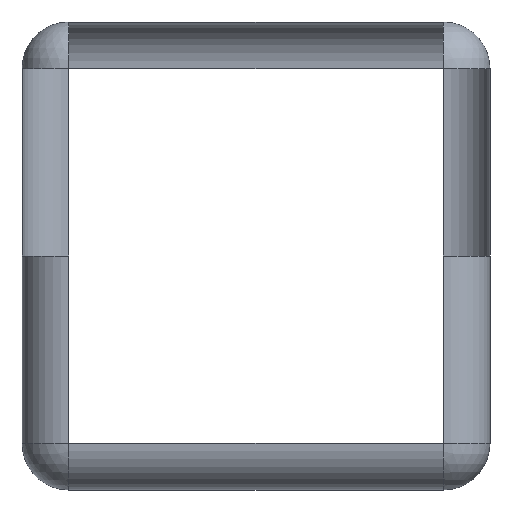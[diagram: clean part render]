
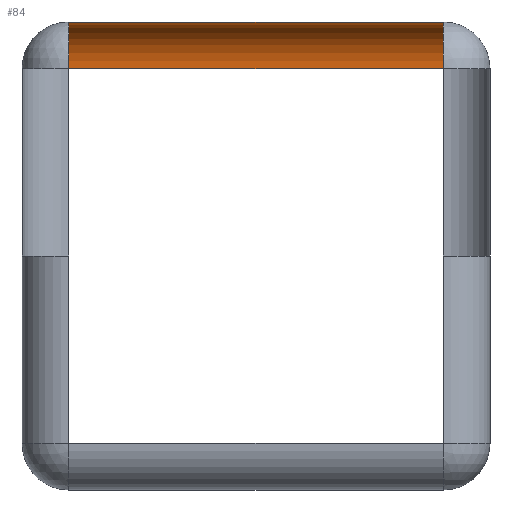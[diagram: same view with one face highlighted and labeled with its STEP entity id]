
A CAD part, front view. The second image highlights one B-rep face of the part: STEP entity #84.
In plain terms, the highlighted cylindrical face has radius 10 mm (diameter 20 mm), a partial arc.
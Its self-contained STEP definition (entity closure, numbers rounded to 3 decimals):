
#41 = VERTEX_POINT('',#42);
#42 = CARTESIAN_POINT('',(90.,100.,90.));
#64 = EDGE_CURVE('',#41,#65,#67,.T.);
#65 = VERTEX_POINT('',#66);
#66 = CARTESIAN_POINT('',(90.,90.,100.));
#67 = CIRCLE('',#68,10.);
#68 = AXIS2_PLACEMENT_3D('',#69,#70,#71);
#69 = CARTESIAN_POINT('',(90.,90.,90.));
#70 = DIRECTION('',(1.,0.,0.));
#71 = DIRECTION('',(0.,0.,1.));
#84 = ADVANCED_FACE('',(#85),#111,.T.);
#85 = FACE_BOUND('',#86,.T.);
#86 = EDGE_LOOP('',(#87,#98,#104,#105));
#87 = ORIENTED_EDGE('',*,*,#88,.T.);
#88 = EDGE_CURVE('',#89,#91,#93,.T.);
#89 = VERTEX_POINT('',#90);
#90 = CARTESIAN_POINT('',(10.,100.,90.));
#91 = VERTEX_POINT('',#92);
#92 = CARTESIAN_POINT('',(10.,90.,100.));
#93 = CIRCLE('',#94,10.);
#94 = AXIS2_PLACEMENT_3D('',#95,#96,#97);
#95 = CARTESIAN_POINT('',(10.,90.,90.));
#96 = DIRECTION('',(1.,0.,0.));
#97 = DIRECTION('',(0.,0.,1.));
#98 = ORIENTED_EDGE('',*,*,#99,.T.);
#99 = EDGE_CURVE('',#91,#65,#100,.T.);
#100 = LINE('',#101,#102);
#101 = CARTESIAN_POINT('',(0.,90.,100.));
#102 = VECTOR('',#103,1.);
#103 = DIRECTION('',(1.,0.,0.));
#104 = ORIENTED_EDGE('',*,*,#64,.F.);
#105 = ORIENTED_EDGE('',*,*,#106,.F.);
#106 = EDGE_CURVE('',#89,#41,#107,.T.);
#107 = LINE('',#108,#109);
#108 = CARTESIAN_POINT('',(0.,100.,90.));
#109 = VECTOR('',#110,1.);
#110 = DIRECTION('',(1.,0.,0.));
#111 = CYLINDRICAL_SURFACE('',#112,10.);
#112 = AXIS2_PLACEMENT_3D('',#113,#114,#115);
#113 = CARTESIAN_POINT('',(0.,90.,90.));
#114 = DIRECTION('',(1.,0.,0.));
#115 = DIRECTION('',(0.,1.,0.));
